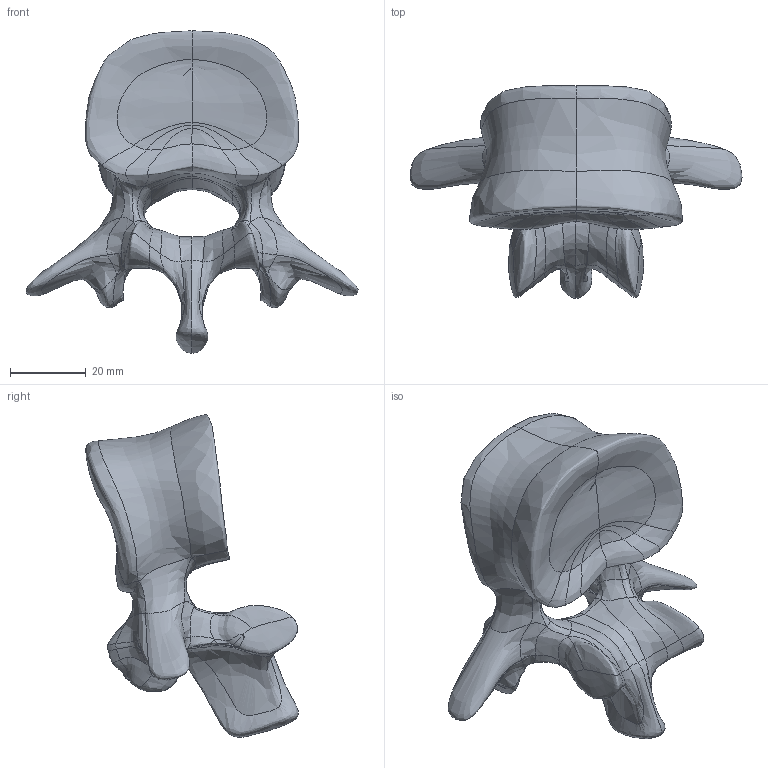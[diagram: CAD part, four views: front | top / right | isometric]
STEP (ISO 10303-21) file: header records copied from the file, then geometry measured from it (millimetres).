
FILE_DESCRIPTION (( 'STEP AP214' ), '1' );
FILE_NAME ('L2.STEP', '2022-07-12T09:45:23', ( '' ), ( '' ), 'SwSTEP 2.0', 'SolidWorks 2020', '' );
FILE_SCHEMA (( 'AUTOMOTIVE_DESIGN' ));
Length unit declared in the file: centimetre
Products named in the file (1): L2
Bounding box: 87.38 x 55.98 x 84.87 mm (x, y, z)
Volume: 65599 mm3; surface area: 15058.4 mm2
Topology: 1 solids, 1 shells, 130 faces, 265 edges, 135 vertices
Faces by surface type: bspline 130
Entity records: 9667 total; most frequent: CARTESIAN_POINT 7911, ORIENTED_EDGE 530, B_SPLINE_CURVE_WITH_KNOTS 265, EDGE_CURVE 265, VERTEX_POINT 135, ADVANCED_FACE 130, EDGE_LOOP 130, FACE_OUTER_BOUND 130
